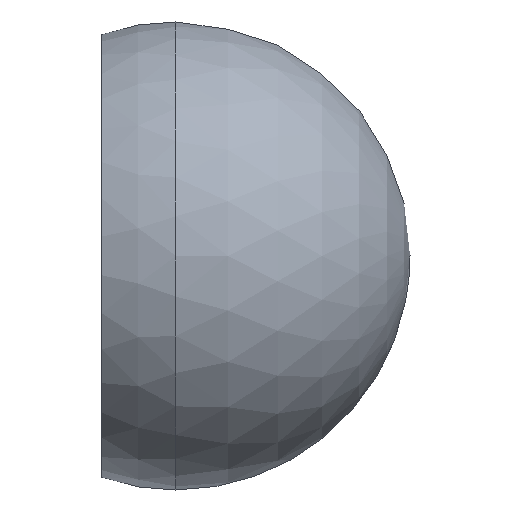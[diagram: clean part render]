
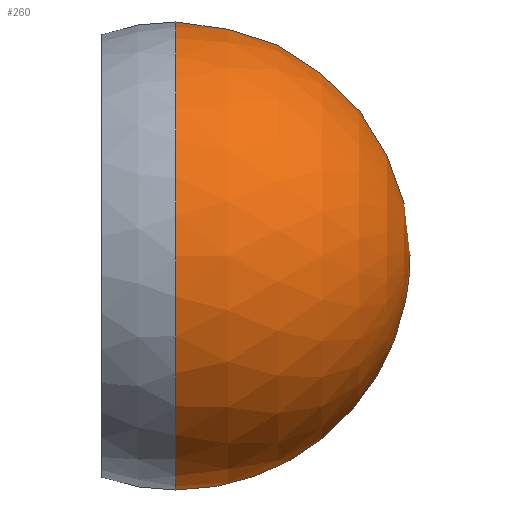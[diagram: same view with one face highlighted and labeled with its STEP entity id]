
A CAD part, left-side view. The second image highlights one B-rep face of the part: STEP entity #260.
In plain terms, the highlighted spherical face has radius 8.7 mm.
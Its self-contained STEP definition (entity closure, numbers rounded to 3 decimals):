
#5 = DIRECTION ( 'NONE',  ( 0., 1., 0. ) ) ;
#49 = FACE_OUTER_BOUND ( 'NONE', #87, .T. ) ;
#51 = CIRCLE ( 'NONE', #344, 8.7 ) ;
#68 = AXIS2_PLACEMENT_3D ( 'NONE', #266, #378, #176 ) ;
#82 = EDGE_CURVE ( 'NONE', #210, #156, #245, .T. ) ;
#83 = AXIS2_PLACEMENT_3D ( 'NONE', #401, #234, #304 ) ;
#87 = EDGE_LOOP ( 'NONE', ( #325, #180, #125 ) ) ;
#115 = VERTEX_POINT ( 'NONE', #197 ) ;
#125 = ORIENTED_EDGE ( 'NONE', *, *, #270, .F. ) ;
#137 = CARTESIAN_POINT ( 'NONE',  ( -60., 0., 3.5 ) ) ;
#156 = VERTEX_POINT ( 'NONE', #259 ) ;
#161 = SPHERICAL_SURFACE ( 'NONE', #83, 8.7 ) ;
#176 = DIRECTION ( 'NONE',  ( 0., 0., 1. ) ) ;
#180 = ORIENTED_EDGE ( 'NONE', *, *, #82, .T. ) ;
#197 = CARTESIAN_POINT ( 'NONE',  ( -60., 0., -3.5 ) ) ;
#198 = CARTESIAN_POINT ( 'NONE',  ( -67.965, 0., 0. ) ) ;
#210 = VERTEX_POINT ( 'NONE', #137 ) ;
#214 = CIRCLE ( 'NONE', #68, 3.5 ) ;
#234 = DIRECTION ( 'NONE',  ( 0., -1., 0. ) ) ;
#237 = CARTESIAN_POINT ( 'NONE',  ( -67.965, 0., 0. ) ) ;
#245 = CIRCLE ( 'NONE', #287, 8.7 ) ;
#259 = CARTESIAN_POINT ( 'NONE',  ( -76.665, 0., 0. ) ) ;
#260 = ADVANCED_FACE ( 'NONE', ( #49 ), #161, .T. ) ;
#266 = CARTESIAN_POINT ( 'NONE',  ( -60., 0., 0. ) ) ;
#270 = EDGE_CURVE ( 'NONE', #115, #156, #51, .T. ) ;
#272 = DIRECTION ( 'NONE',  ( 0., 0., 1. ) ) ;
#287 = AXIS2_PLACEMENT_3D ( 'NONE', #237, #368, #337 ) ;
#304 = DIRECTION ( 'NONE',  ( 0., 0., -1. ) ) ;
#325 = ORIENTED_EDGE ( 'NONE', *, *, #383, .T. ) ;
#337 = DIRECTION ( 'NONE',  ( 0., 0., -1. ) ) ;
#344 = AXIS2_PLACEMENT_3D ( 'NONE', #198, #5, #272 ) ;
#368 = DIRECTION ( 'NONE',  ( 0., -1., 0. ) ) ;
#378 = DIRECTION ( 'NONE',  ( -1., 0., 0. ) ) ;
#383 = EDGE_CURVE ( 'NONE', #115, #210, #214, .T. ) ;
#401 = CARTESIAN_POINT ( 'NONE',  ( -67.965, 0., 0. ) ) ;
